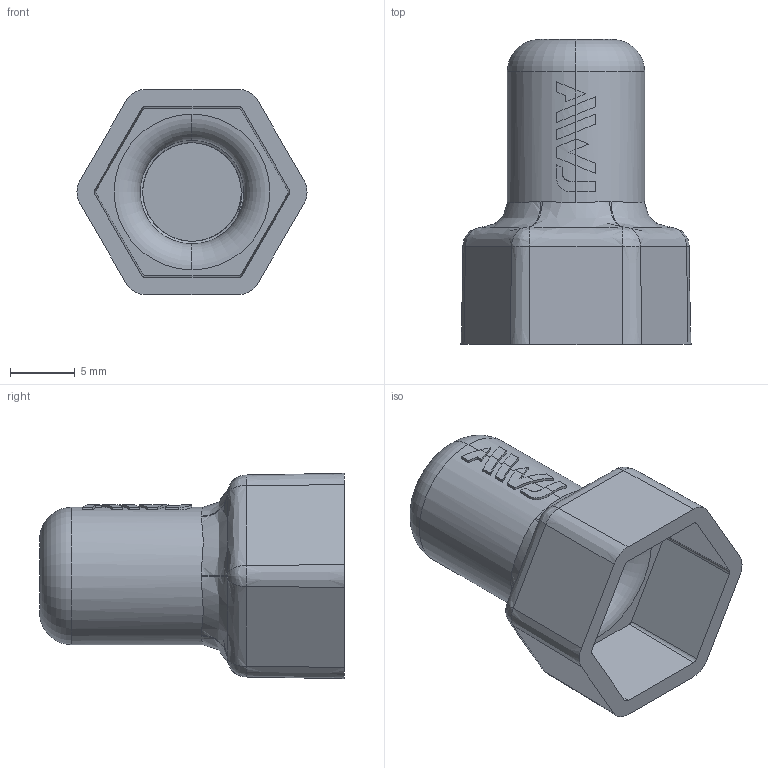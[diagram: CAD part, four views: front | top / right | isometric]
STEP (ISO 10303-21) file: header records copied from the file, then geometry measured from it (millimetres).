
FILE_DESCRIPTION(('STEP AP203'),'1');
FILE_NAME('.step','2024-11-29T08:49:17',(' '),(' '),'Spatial InterOp 3D',' ',' ');
FILE_SCHEMA(('CONFIG_CONTROL_DESIGN'));
Length unit declared in the file: millimetre
Products named in the file (1): 1
Bounding box: 17.74 x 23.5 x 15.83 mm (x, y, z)
Volume: 1354 mm3; surface area: 2168.7 mm2
Topology: 7 solids, 7 shells, 314 faces, 1132 edges, 835 vertices
Faces by surface type: bspline 164, plane 80, cylinder 54, cone 12, torus 4
Entity records: 15303 total; most frequent: CARTESIAN_POINT 6756, ORIENTED_EDGE 2264, EDGE_CURVE 1132, DIRECTION 1097, VERTEX_POINT 841, B_SPLINE_CURVE_WITH_KNOTS 530, LINE 421, VECTOR 421
